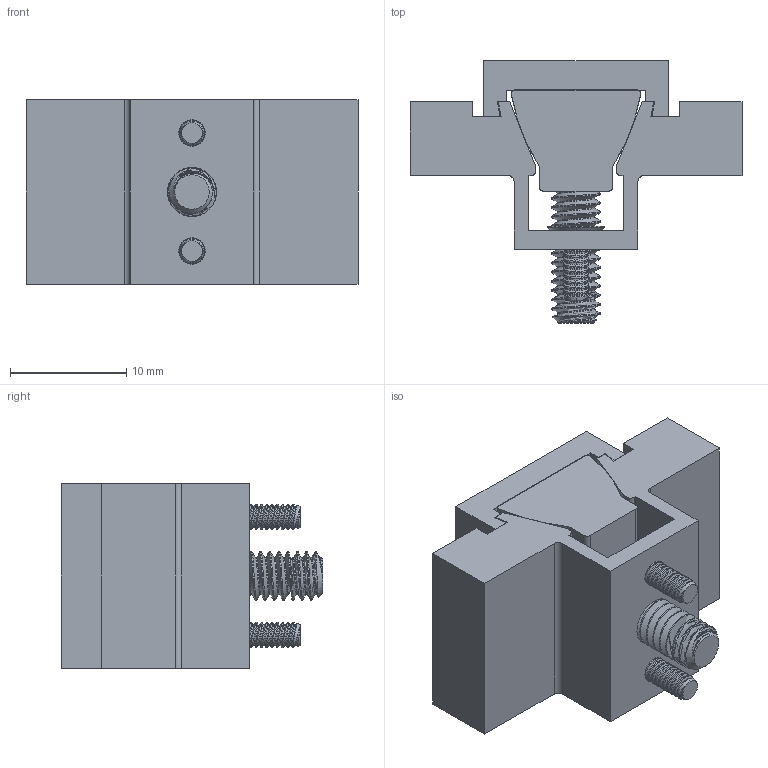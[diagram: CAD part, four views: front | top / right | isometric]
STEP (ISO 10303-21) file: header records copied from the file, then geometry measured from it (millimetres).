
FILE_DESCRIPTION (( 'STEP AP214' ), '1' );
FILE_NAME ('60050.STEP', '2017-02-10T18:52:11', ( 'Mike W' ), ( '' ), 'SwSTEP 2.0', 'SolidWorks 2017', '' );
FILE_SCHEMA (( 'AUTOMOTIVE_DESIGN' ));
Length unit declared in the file: inch
Products named in the file (6): 60310_60310; 605001_605001; 60140_60140; 25614 FHCS_25614 FHCS; 60143_60143; 60050
Assembly tree (6 placements, depth 2):
  60050
    60140_60140
    60310_60310
    605001_605001
    60143_60143
    25614 FHCS_25614 FHCS  x2
Bounding box: 28.57 x 22.54 x 15.88 mm (x, y, z)
Volume: 4314.3 mm3; surface area: 4370.2 mm2
Topology: 6 solids, 6 shells, 426 faces, 1008 edges, 599 vertices
Faces by surface type: cylinder 192, cone 131, plane 97, torus 4, bspline 2
Entity records: 11711 total; most frequent: CARTESIAN_POINT 4753, ORIENTED_EDGE 1512, DIRECTION 1295, EDGE_CURVE 756, AXIS2_PLACEMENT_3D 469, VERTEX_POINT 464, LINE 357, VECTOR 357
